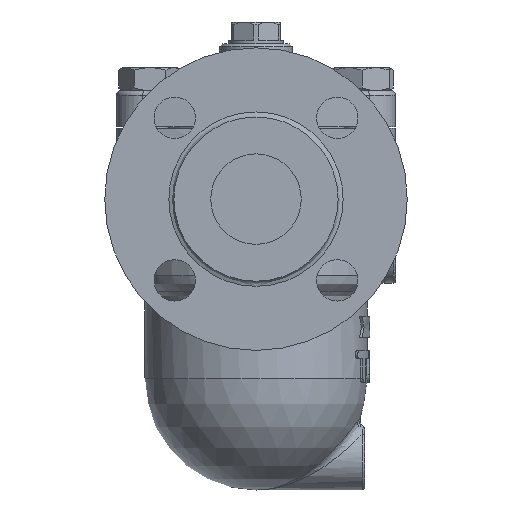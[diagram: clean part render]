
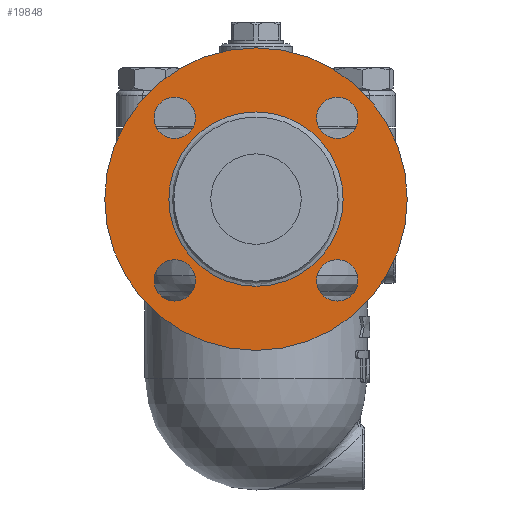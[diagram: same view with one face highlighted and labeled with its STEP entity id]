
A CAD part, left-side view. The second image highlights one B-rep face of the part: STEP entity #19848.
In plain terms, the highlighted free-form (B-spline) face has degree [1, 1] with [2, 2] control points.
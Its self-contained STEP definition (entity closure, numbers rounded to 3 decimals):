
#19773=CARTESIAN_POINT('',(-113.4,0.0,47.));
#19774=VERTEX_POINT('',#19773);
#19775=CARTESIAN_POINT('',(-113.4,0.0,-11.5));
#19776=DIRECTION('',(-1.0,0.0,0.0));
#19777=DIRECTION('',(0.0,0.0,1.0));
#19778=AXIS2_PLACEMENT_3D('',#19775,#19776,#19777);
#19779=CIRCLE('',#19778,58.5);
#19780=EDGE_CURVE('',#19774,#19774,#19779,.T.);
#19785=CARTESIAN_POINT('',(-113.4,58.5,47.));
#19786=CARTESIAN_POINT('',(-113.4,58.5,-70.));
#19787=CARTESIAN_POINT('',(-113.4,-58.5,47.));
#19788=CARTESIAN_POINT('',(-113.4,-58.5,-70.));
#19789=B_SPLINE_SURFACE_WITH_KNOTS('',1,1,((#19785,#19787),(#19786,#19788)),.UNSPECIFIED.,.F.,.F.,.U.,(2,2),(2,2),(0.0,117.),(0.0,117.),.UNSPECIFIED.);
#19790=ORIENTED_EDGE('',*,*,#19780,.T.);
#19791=EDGE_LOOP('',(#19790));
#19792=FACE_OUTER_BOUND('',#19791,.T.);
#19793=CARTESIAN_POINT('',(-113.4,0.,-45.21));
#19794=VERTEX_POINT('',#19793);
#19795=CARTESIAN_POINT('',(-113.4,0.0,-11.5));
#19796=DIRECTION('',(-1.0,0.0,0.0));
#19797=DIRECTION('',(0.0,0.0,1.0));
#19798=AXIS2_PLACEMENT_3D('',#19795,#19796,#19797);
#19799=CIRCLE('',#19798,33.71);
#19800=EDGE_CURVE('',#19794,#19794,#19799,.T.);
#19801=ORIENTED_EDGE('',*,*,#19800,.F.);
#19802=EDGE_LOOP('',(#19801));
#19803=FACE_BOUND('',#19802,.T.);
#19804=CARTESIAN_POINT('',(-113.4,-23.431,19.931));
#19805=VERTEX_POINT('',#19804);
#19806=CARTESIAN_POINT('',(-113.4,-31.431,19.931));
#19807=DIRECTION('',(1.0,0.0,0.0));
#19808=DIRECTION('',(0.0,1.0,0.0));
#19809=AXIS2_PLACEMENT_3D('',#19806,#19807,#19808);
#19810=CIRCLE('',#19809,8.0);
#19811=EDGE_CURVE('',#19805,#19805,#19810,.T.);
#19812=ORIENTED_EDGE('',*,*,#19811,.T.);
#19813=EDGE_LOOP('',(#19812));
#19814=FACE_BOUND('',#19813,.T.);
#19815=CARTESIAN_POINT('',(-113.4,-31.431,-34.931));
#19816=VERTEX_POINT('',#19815);
#19817=CARTESIAN_POINT('',(-113.4,-31.431,-42.931));
#19818=DIRECTION('',(1.0,0.0,0.0));
#19819=DIRECTION('',(0.0,0.0,1.0));
#19820=AXIS2_PLACEMENT_3D('',#19817,#19818,#19819);
#19821=CIRCLE('',#19820,8.0);
#19822=EDGE_CURVE('',#19816,#19816,#19821,.T.);
#19823=ORIENTED_EDGE('',*,*,#19822,.T.);
#19824=EDGE_LOOP('',(#19823));
#19825=FACE_BOUND('',#19824,.T.);
#19826=CARTESIAN_POINT('',(-113.4,23.431,-42.931));
#19827=VERTEX_POINT('',#19826);
#19828=CARTESIAN_POINT('',(-113.4,31.431,-42.931));
#19829=DIRECTION('',(1.0,0.0,0.0));
#19830=DIRECTION('',(0.0,-1.0,0.0));
#19831=AXIS2_PLACEMENT_3D('',#19828,#19829,#19830);
#19832=CIRCLE('',#19831,8.0);
#19833=EDGE_CURVE('',#19827,#19827,#19832,.T.);
#19834=ORIENTED_EDGE('',*,*,#19833,.T.);
#19835=EDGE_LOOP('',(#19834));
#19836=FACE_BOUND('',#19835,.T.);
#19837=CARTESIAN_POINT('',(-113.4,31.431,11.931));
#19838=VERTEX_POINT('',#19837);
#19839=CARTESIAN_POINT('',(-113.4,31.431,19.931));
#19840=DIRECTION('',(1.0,0.0,0.0));
#19841=DIRECTION('',(0.0,0.0,-1.0));
#19842=AXIS2_PLACEMENT_3D('',#19839,#19840,#19841);
#19843=CIRCLE('',#19842,8.0);
#19844=EDGE_CURVE('',#19838,#19838,#19843,.T.);
#19845=ORIENTED_EDGE('',*,*,#19844,.T.);
#19846=EDGE_LOOP('',(#19845));
#19847=FACE_BOUND('',#19846,.T.);
#19848=ADVANCED_FACE('',(#19792,#19803,#19814,#19825,#19836,#19847),#19789,.T.);
